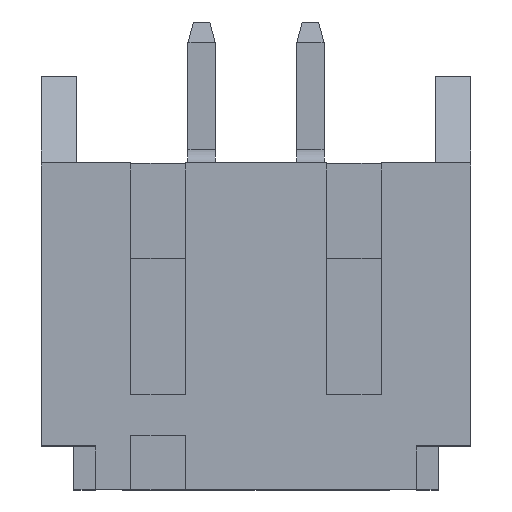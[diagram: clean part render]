
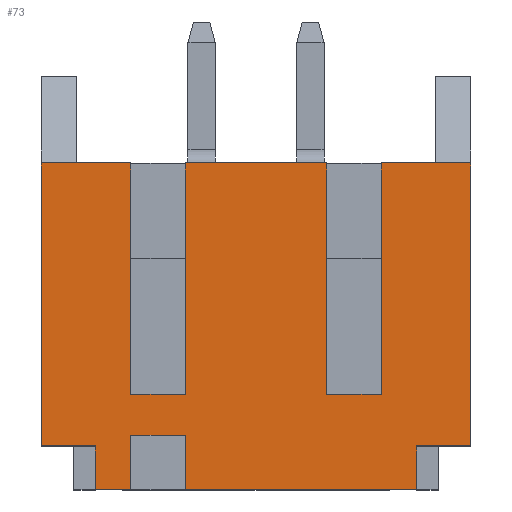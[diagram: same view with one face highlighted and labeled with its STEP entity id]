
A CAD part, top view. The second image highlights one B-rep face of the part: STEP entity #73.
In plain terms, the highlighted planar face has unit normal (0, 0, 1).
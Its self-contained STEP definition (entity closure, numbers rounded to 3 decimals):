
#73=ADVANCED_FACE('',(#1423),#1425,.T.);
#1423=FACE_BOUND('',#1424,.T.);
#1424=EDGE_LOOP('',(#2481,#2482,#2483,#2484,#2485,#2486,#2487,#2488,#2489,#2490,
#2491,#2492,#2493,#2494,#2495,#2496,#2497,#2498,#2499,#2500));
#1425=PLANE('',#1426);
#1426=AXIS2_PLACEMENT_3D('',#1427,#1428,#1429);
#1427=CARTESIAN_POINT('',(-1.,-6.,5.5));
#1428=DIRECTION('',(0.,0.,1.));
#1429=DIRECTION('',(1.,0.,0.));
#2481=ORIENTED_EDGE('',*,*,#3301,.T.);
#2482=ORIENTED_EDGE('',*,*,#3302,.T.);
#2483=ORIENTED_EDGE('',*,*,#3303,.T.);
#2484=ORIENTED_EDGE('',*,*,#3304,.T.);
#2485=ORIENTED_EDGE('',*,*,#3305,.T.);
#2486=ORIENTED_EDGE('',*,*,#3306,.F.);
#2487=ORIENTED_EDGE('',*,*,#3307,.T.);
#2488=ORIENTED_EDGE('',*,*,#3308,.T.);
#2489=ORIENTED_EDGE('',*,*,#3309,.T.);
#2490=ORIENTED_EDGE('',*,*,#3310,.F.);
#2491=ORIENTED_EDGE('',*,*,#3311,.T.);
#2492=ORIENTED_EDGE('',*,*,#3312,.T.);
#2493=ORIENTED_EDGE('',*,*,#3313,.T.);
#2494=ORIENTED_EDGE('',*,*,#3314,.F.);
#2495=ORIENTED_EDGE('',*,*,#3315,.F.);
#2496=ORIENTED_EDGE('',*,*,#3316,.T.);
#2497=ORIENTED_EDGE('',*,*,#3317,.T.);
#2498=ORIENTED_EDGE('',*,*,#3318,.T.);
#2499=ORIENTED_EDGE('',*,*,#3319,.T.);
#2500=ORIENTED_EDGE('',*,*,#3320,.T.);
#3301=EDGE_CURVE('',#3711,#3712,#3713,.F.);
#3302=EDGE_CURVE('',#3712,#3714,#3715,.T.);
#3303=EDGE_CURVE('',#3714,#3716,#3717,.F.);
#3304=EDGE_CURVE('',#3716,#3718,#3719,.T.);
#3305=EDGE_CURVE('',#3718,#3720,#3721,.T.);
#3306=EDGE_CURVE('',#3722,#3720,#3723,.T.);
#3307=EDGE_CURVE('',#3722,#3724,#3725,.T.);
#3308=EDGE_CURVE('',#3724,#3726,#3727,.T.);
#3309=EDGE_CURVE('',#3726,#3728,#3729,.T.);
#3310=EDGE_CURVE('',#3730,#3728,#3731,.T.);
#3311=EDGE_CURVE('',#3730,#3732,#3733,.F.);
#3312=EDGE_CURVE('',#3732,#3734,#3735,.F.);
#3313=EDGE_CURVE('',#3734,#3736,#3737,.F.);
#3314=EDGE_CURVE('',#3738,#3736,#3739,.T.);
#3315=EDGE_CURVE('',#3740,#3738,#3741,.T.);
#3316=EDGE_CURVE('',#3740,#3742,#3743,.F.);
#3317=EDGE_CURVE('',#3742,#3744,#3745,.T.);
#3318=EDGE_CURVE('',#3744,#3746,#3747,.T.);
#3319=EDGE_CURVE('',#3746,#3748,#3749,.F.);
#3320=EDGE_CURVE('',#3748,#3711,#3750,.F.);
#3711=VERTEX_POINT('',#4387);
#3712=VERTEX_POINT('',#4388);
#3713=LINE('',#4389,#4390);
#3714=VERTEX_POINT('',#4392);
#3715=LINE('',#4393,#4394);
#3716=VERTEX_POINT('',#4396);
#3717=LINE('',#4397,#4398);
#3718=VERTEX_POINT('',#4400);
#3719=LINE('',#4401,#4402);
#3720=VERTEX_POINT('',#4404);
#3721=LINE('',#4405,#4406);
#3722=VERTEX_POINT('',#4408);
#3723=LINE('',#4409,#4410);
#3724=VERTEX_POINT('',#4412);
#3725=LINE('',#4413,#4414);
#3726=VERTEX_POINT('',#4416);
#3727=LINE('',#4417,#4418);
#3728=VERTEX_POINT('',#4420);
#3729=LINE('',#4421,#4422);
#3730=VERTEX_POINT('',#4424);
#3731=LINE('',#4425,#4426);
#3732=VERTEX_POINT('',#4428);
#3733=LINE('',#4429,#4430);
#3734=VERTEX_POINT('',#4432);
#3735=LINE('',#4433,#4434);
#3736=VERTEX_POINT('',#4436);
#3737=LINE('',#4437,#4438);
#3738=VERTEX_POINT('',#4440);
#3739=LINE('',#4441,#4442);
#3740=VERTEX_POINT('',#4444);
#3741=LINE('',#4445,#4446);
#3742=VERTEX_POINT('',#4448);
#3743=LINE('',#4449,#4450);
#3744=VERTEX_POINT('',#4452);
#3745=LINE('',#4453,#4454);
#3746=VERTEX_POINT('',#4456);
#3747=LINE('',#4457,#4458);
#3748=VERTEX_POINT('',#4460);
#3749=LINE('',#4461,#4462);
#3750=LINE('',#4464,#4465);
#4387=CARTESIAN_POINT('',(-0.3,-5.,5.5));
#4388=CARTESIAN_POINT('',(-0.3,-6.,5.5));
#4389=CARTESIAN_POINT('',(-0.3,-6.,5.5));
#4390=VECTOR('',#4391,1.);
#4391=DIRECTION('',(0.,1.,0.));
#4392=CARTESIAN_POINT('',(3.95,-6.,5.5));
#4393=CARTESIAN_POINT('',(-0.3,-6.,5.5));
#4394=VECTOR('',#4395,1.);
#4395=DIRECTION('',(1.,0.,0.));
#4396=CARTESIAN_POINT('',(3.95,-5.2,5.5));
#4397=CARTESIAN_POINT('',(3.95,-5.2,5.5));
#4398=VECTOR('',#4399,1.);
#4399=DIRECTION('',(0.,-1.,0.));
#4400=CARTESIAN_POINT('',(4.95,-5.2,5.5));
#4401=CARTESIAN_POINT('',(3.95,-5.2,5.5));
#4402=VECTOR('',#4403,1.);
#4403=DIRECTION('',(1.,0.,0.));
#4404=CARTESIAN_POINT('',(4.95,0.,5.5));
#4405=CARTESIAN_POINT('',(4.95,-5.2,5.5));
#4406=VECTOR('',#4407,1.);
#4407=DIRECTION('',(0.,1.,0.));
#4408=CARTESIAN_POINT('',(3.3,0.,5.5));
#4409=CARTESIAN_POINT('',(3.3,0.,5.5));
#4410=VECTOR('',#4411,1.);
#4411=DIRECTION('',(1.,0.,0.));
#4412=CARTESIAN_POINT('',(3.3,-4.25,5.5));
#4413=CARTESIAN_POINT('',(3.3,0.,5.5));
#4414=VECTOR('',#4415,1.);
#4415=DIRECTION('',(0.,-1.,0.));
#4416=CARTESIAN_POINT('',(2.3,-4.25,5.5));
#4417=CARTESIAN_POINT('',(3.3,-4.25,5.5));
#4418=VECTOR('',#4419,1.);
#4419=DIRECTION('',(-1.,0.,0.));
#4420=CARTESIAN_POINT('',(2.3,0.,5.5));
#4421=CARTESIAN_POINT('',(2.3,-4.25,5.5));
#4422=VECTOR('',#4423,1.);
#4423=DIRECTION('',(0.,1.,0.));
#4424=CARTESIAN_POINT('',(-0.3,0.,5.5));
#4425=CARTESIAN_POINT('',(-0.3,0.,5.5));
#4426=VECTOR('',#4427,1.);
#4427=DIRECTION('',(1.,0.,0.));
#4428=CARTESIAN_POINT('',(-0.3,-4.25,5.5));
#4429=CARTESIAN_POINT('',(-0.3,-4.25,5.5));
#4430=VECTOR('',#4431,1.);
#4431=DIRECTION('',(0.,1.,0.));
#4432=CARTESIAN_POINT('',(-1.3,-4.25,5.5));
#4433=CARTESIAN_POINT('',(-1.3,-4.25,5.5));
#4434=VECTOR('',#4435,1.);
#4435=DIRECTION('',(1.,0.,0.));
#4436=CARTESIAN_POINT('',(-1.3,0.,5.5));
#4437=CARTESIAN_POINT('',(-1.3,0.,5.5));
#4438=VECTOR('',#4439,1.);
#4439=DIRECTION('',(0.,-1.,0.));
#4440=CARTESIAN_POINT('',(-2.95,0.,5.5));
#4441=CARTESIAN_POINT('',(-2.95,0.,5.5));
#4442=VECTOR('',#4443,1.);
#4443=DIRECTION('',(1.,0.,0.));
#4444=CARTESIAN_POINT('',(-2.95,-5.2,5.5));
#4445=CARTESIAN_POINT('',(-2.95,-5.2,5.5));
#4446=VECTOR('',#4447,1.);
#4447=DIRECTION('',(0.,1.,0.));
#4448=CARTESIAN_POINT('',(-1.95,-5.2,5.5));
#4449=CARTESIAN_POINT('',(-1.95,-5.2,5.5));
#4450=VECTOR('',#4451,1.);
#4451=DIRECTION('',(-1.,0.,0.));
#4452=CARTESIAN_POINT('',(-1.95,-6.,5.5));
#4453=CARTESIAN_POINT('',(-1.95,-5.2,5.5));
#4454=VECTOR('',#4455,1.);
#4455=DIRECTION('',(0.,-1.,0.));
#4456=CARTESIAN_POINT('',(-1.3,-6.,5.5));
#4457=CARTESIAN_POINT('',(-1.95,-6.,5.5));
#4458=VECTOR('',#4459,1.);
#4459=DIRECTION('',(1.,0.,0.));
#4460=CARTESIAN_POINT('',(-1.3,-5.,5.5));
#4461=CARTESIAN_POINT('',(-1.3,-5.,5.5));
#4462=VECTOR('',#4463,1.);
#4463=DIRECTION('',(0.,-1.,0.));
#4464=CARTESIAN_POINT('',(-0.3,-5.,5.5));
#4465=VECTOR('',#4466,1.);
#4466=DIRECTION('',(-1.,0.,0.));
